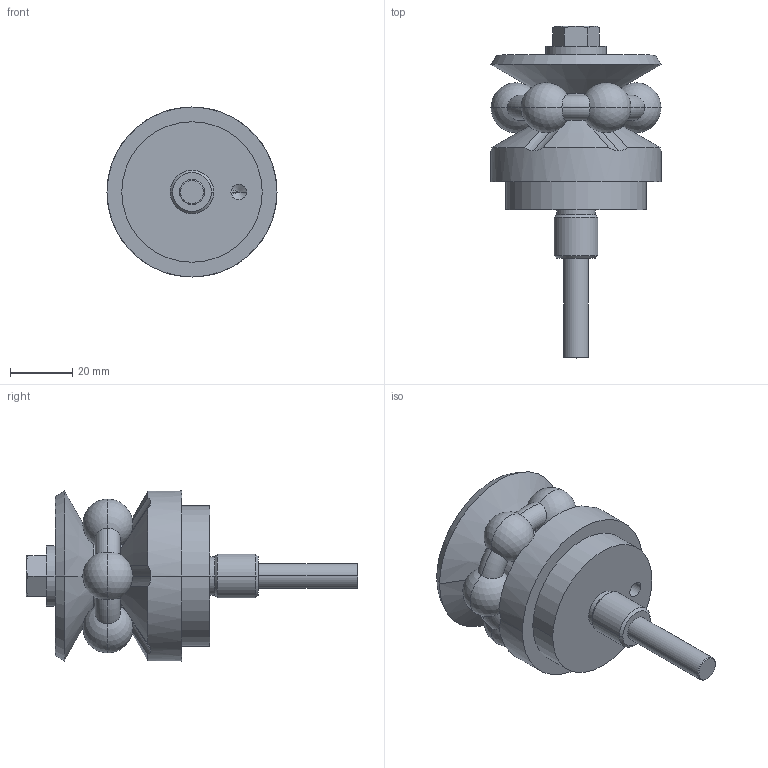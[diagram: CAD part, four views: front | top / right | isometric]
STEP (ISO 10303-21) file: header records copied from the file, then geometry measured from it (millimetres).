
FILE_DESCRIPTION(('STEP AP214'),'1');
FILE_NAME('HALDERN_EH_23340_0354.stp','2017-11-08T12:40:14',('TraceParts'),('TraceParts S.A.'),'Spatial InterOp 3D',' ',' ');
FILE_SCHEMA(('automotive_design'));
Length unit declared in the file: millimetre
Products named in the file (4): HALDERN_EH_23340_0354_1; HALDERN_EH_23340_0354_2; HALDERN_EH_23340_0354_3; HALDERN_EH_23340_0354_4
Bounding box: 54.5 x 106.4 x 54.5 mm (x, y, z)
Volume: 90278 mm3; surface area: 25738.5 mm2
Topology: 4 solids, 4 shells, 103 faces, 224 edges, 131 vertices
Faces by surface type: cylinder 34, cone 28, plane 17, torus 12, sphere 12
Entity records: 4727 total; most frequent: CARTESIAN_POINT 1688, DIRECTION 458, ORIENTED_EDGE 444, EDGE_CURVE 222, AXIS2_PLACEMENT_3D 201, VERTEX_POINT 131, EDGE_LOOP 111, STYLED_ITEM 103
